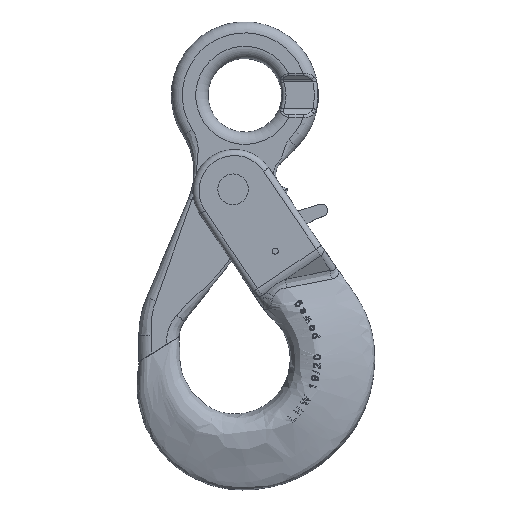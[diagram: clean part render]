
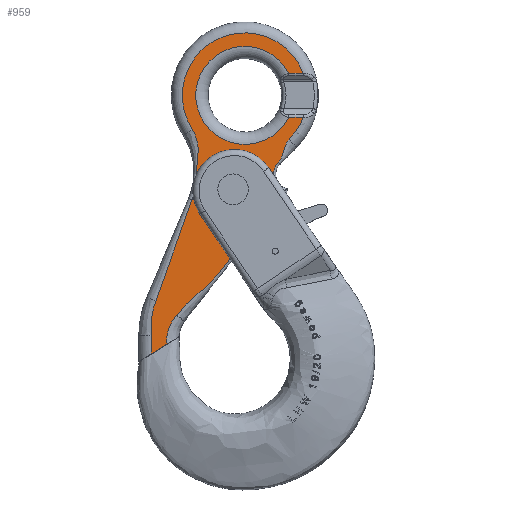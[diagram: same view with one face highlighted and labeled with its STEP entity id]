
A CAD part, top view. The second image highlights one B-rep face of the part: STEP entity #959.
In plain terms, the highlighted planar face has unit normal (0, 0, 1).
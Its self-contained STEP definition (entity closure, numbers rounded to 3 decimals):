
#793=(
BOUNDED_CURVE()
B_SPLINE_CURVE(3,(#8529,#8530,#8531,#8532,#8533,#8534,#8535,#8536,#8537,
#8538,#8539,#8540),.UNSPECIFIED.,.F.,.F.)
B_SPLINE_CURVE_WITH_KNOTS((4,2,2,2,2,4),(0.,0.25,0.375,0.5,0.75,1.),.UNSPECIFIED.)
CURVE()
GEOMETRIC_REPRESENTATION_ITEM()
RATIONAL_B_SPLINE_CURVE((1.,1.,1.,1.,1.,1.,1.,1.,1.,1.,1.,1.))
REPRESENTATION_ITEM('')
);
#794=(
BOUNDED_CURVE()
B_SPLINE_CURVE(3,(#8542,#8543,#8544,#8545),.UNSPECIFIED.,.F.,.F.)
B_SPLINE_CURVE_WITH_KNOTS((4,4),(0.,1.),.UNSPECIFIED.)
CURVE()
GEOMETRIC_REPRESENTATION_ITEM()
RATIONAL_B_SPLINE_CURVE((1.,1.,1.,1.))
REPRESENTATION_ITEM('')
);
#795=(
BOUNDED_CURVE()
B_SPLINE_CURVE(3,(#8547,#8548,#8549,#8550),.UNSPECIFIED.,.F.,.F.)
B_SPLINE_CURVE_WITH_KNOTS((4,4),(0.,1.),.UNSPECIFIED.)
CURVE()
GEOMETRIC_REPRESENTATION_ITEM()
RATIONAL_B_SPLINE_CURVE((1.,1.,1.,1.))
REPRESENTATION_ITEM('')
);
#796=(
BOUNDED_CURVE()
B_SPLINE_CURVE(3,(#8551,#8552,#8553,#8554,#8555,#8556),.UNSPECIFIED.,.F.,
.F.)
B_SPLINE_CURVE_WITH_KNOTS((4,2,4),(0.,0.519,1.),.UNSPECIFIED.)
CURVE()
GEOMETRIC_REPRESENTATION_ITEM()
RATIONAL_B_SPLINE_CURVE((1.,1.,1.,1.,1.,1.))
REPRESENTATION_ITEM('')
);
#797=(
BOUNDED_CURVE()
B_SPLINE_CURVE(3,(#8558,#8559,#8560,#8561,#8562,#8563,#8564),.UNSPECIFIED.,
.F.,.F.)
B_SPLINE_CURVE_WITH_KNOTS((4,3,4),(0.,0.288,1.),.UNSPECIFIED.)
CURVE()
GEOMETRIC_REPRESENTATION_ITEM()
RATIONAL_B_SPLINE_CURVE((1.,1.,1.,1.,1.,1.,1.))
REPRESENTATION_ITEM('')
);
#798=(
BOUNDED_CURVE()
B_SPLINE_CURVE(3,(#8571,#8572,#8573,#8574),.UNSPECIFIED.,.F.,.F.)
B_SPLINE_CURVE_WITH_KNOTS((4,4),(0.,1.),.UNSPECIFIED.)
CURVE()
GEOMETRIC_REPRESENTATION_ITEM()
RATIONAL_B_SPLINE_CURVE((1.,1.,1.,1.))
REPRESENTATION_ITEM('')
);
#959=ADVANCED_FACE('',(#1370,#1473),#1266,.F.);
#1266=PLANE('',#6266);
#1370=FACE_BOUND('',#1823,.T.);
#1473=FACE_OUTER_BOUND('',#1824,.T.);
#1823=EDGE_LOOP('',(#2572));
#1824=EDGE_LOOP('',(#2573,#2574,#2575,#2576,#2577,#2578,#2579,#2580,#2581,
#2582,#2583,#2584,#2585,#2586,#2587,#2588,#2589,#2590));
#2178=CIRCLE('',#6205,40.);
#2203=CIRCLE('',#6260,27.);
#2204=CIRCLE('',#6261,51.);
#2205=CIRCLE('',#6262,52.);
#2206=CIRCLE('',#6263,42.);
#2207=CIRCLE('',#6264,14.);
#2208=CIRCLE('',#6265,51.);
#2572=ORIENTED_EDGE('',*,*,#4781,.T.);
#2573=ORIENTED_EDGE('',*,*,#4694,.F.);
#2574=ORIENTED_EDGE('',*,*,#4782,.F.);
#2575=ORIENTED_EDGE('',*,*,#4783,.F.);
#2576=ORIENTED_EDGE('',*,*,#4784,.F.);
#2577=ORIENTED_EDGE('',*,*,#4785,.F.);
#2578=ORIENTED_EDGE('',*,*,#4786,.F.);
#2579=ORIENTED_EDGE('',*,*,#4741,.F.);
#2580=ORIENTED_EDGE('',*,*,#4723,.F.);
#2581=ORIENTED_EDGE('',*,*,#4787,.F.);
#2582=ORIENTED_EDGE('',*,*,#4788,.F.);
#2583=ORIENTED_EDGE('',*,*,#4789,.F.);
#2584=ORIENTED_EDGE('',*,*,#4751,.T.);
#2585=ORIENTED_EDGE('',*,*,#4750,.T.);
#2586=ORIENTED_EDGE('',*,*,#4790,.F.);
#2587=ORIENTED_EDGE('',*,*,#4791,.F.);
#2588=ORIENTED_EDGE('',*,*,#4792,.F.);
#2589=ORIENTED_EDGE('',*,*,#4793,.F.);
#2590=ORIENTED_EDGE('',*,*,#4794,.F.);
#4106=VERTEX_POINT('',#7725);
#4107=VERTEX_POINT('',#7727);
#4125=VERTEX_POINT('',#7944);
#4126=VERTEX_POINT('',#7946);
#4136=VERTEX_POINT('',#8080);
#4137=VERTEX_POINT('',#8217);
#4138=VERTEX_POINT('',#8237);
#4139=VERTEX_POINT('',#8241);
#4152=VERTEX_POINT('',#8524);
#4153=VERTEX_POINT('',#8526);
#4154=VERTEX_POINT('',#8528);
#4155=VERTEX_POINT('',#8541);
#4156=VERTEX_POINT('',#8546);
#4157=VERTEX_POINT('',#8557);
#4158=VERTEX_POINT('',#8565);
#4159=VERTEX_POINT('',#8568);
#4160=VERTEX_POINT('',#8570);
#4161=VERTEX_POINT('',#8575);
#4162=VERTEX_POINT('',#8577);
#4694=EDGE_CURVE('',#4106,#4107,#2178,.T.);
#4723=EDGE_CURVE('',#4125,#4126,#5539,.T.);
#4741=EDGE_CURVE('',#4126,#4136,#5545,.T.);
#4750=EDGE_CURVE('',#4137,#4138,#5547,.T.);
#4751=EDGE_CURVE('',#4139,#4137,#5548,.T.);
#4781=EDGE_CURVE('',#4152,#4152,#2203,.T.);
#4782=EDGE_CURVE('',#4153,#4106,#5555,.T.);
#4783=EDGE_CURVE('',#4154,#4153,#2204,.T.);
#4784=EDGE_CURVE('',#4155,#4154,#793,.T.);
#4785=EDGE_CURVE('',#4156,#4155,#794,.T.);
#4786=EDGE_CURVE('',#4136,#4156,#795,.T.);
#4787=EDGE_CURVE('',#4157,#4125,#796,.T.);
#4788=EDGE_CURVE('',#4158,#4157,#797,.T.);
#4789=EDGE_CURVE('',#4139,#4158,#2205,.T.);
#4790=EDGE_CURVE('',#4159,#4138,#2206,.T.);
#4791=EDGE_CURVE('',#4160,#4159,#2207,.T.);
#4792=EDGE_CURVE('',#4161,#4160,#798,.T.);
#4793=EDGE_CURVE('',#4162,#4161,#2208,.T.);
#4794=EDGE_CURVE('',#4107,#4162,#5556,.T.);
#5539=LINE('',#7945,#5810);
#5545=LINE('',#8079,#5816);
#5547=LINE('',#8238,#5818);
#5548=LINE('',#8240,#5819);
#5555=LINE('',#8525,#5826);
#5556=LINE('',#8578,#5827);
#5810=VECTOR('',#6632,1.);
#5816=VECTOR('',#6660,1.);
#5818=VECTOR('',#6668,1.);
#5819=VECTOR('',#6671,1.);
#5826=VECTOR('',#6728,1.);
#5827=VECTOR('',#6739,1.);
#6205=AXIS2_PLACEMENT_3D('',#7726,#6595,#6596);
#6260=AXIS2_PLACEMENT_3D('',#8523,#6726,#6727);
#6261=AXIS2_PLACEMENT_3D('',#8527,#6729,#6730);
#6262=AXIS2_PLACEMENT_3D('',#8566,#6731,#6732);
#6263=AXIS2_PLACEMENT_3D('',#8567,#6733,#6734);
#6264=AXIS2_PLACEMENT_3D('',#8569,#6735,#6736);
#6265=AXIS2_PLACEMENT_3D('',#8576,#6737,#6738);
#6266=AXIS2_PLACEMENT_3D('',#8579,#6740,#6741);
#6595=DIRECTION('',(0.,0.,1.));
#6596=DIRECTION('',(1.,0.,0.));
#6632=DIRECTION('',(-0.848,-0.53,0.));
#6660=DIRECTION('',(0.,1.,0.));
#6668=DIRECTION('',(0.998,0.07,0.));
#6671=DIRECTION('',(0.358,0.934,0.));
#6726=DIRECTION('',(0.,0.,-1.));
#6727=DIRECTION('',(1.,0.,0.));
#6728=DIRECTION('',(-1.,0.,0.));
#6729=DIRECTION('',(0.,0.,-1.));
#6730=DIRECTION('',(1.,0.,0.));
#6731=DIRECTION('',(0.,0.,1.));
#6732=DIRECTION('',(1.,0.,0.));
#6733=DIRECTION('',(0.,0.,-1.));
#6734=DIRECTION('',(1.,0.,0.));
#6735=DIRECTION('',(0.,0.,1.));
#6736=DIRECTION('',(1.,0.,0.));
#6737=DIRECTION('',(0.,0.,-1.));
#6738=DIRECTION('',(1.,0.,0.));
#6739=DIRECTION('',(1.,0.,0.));
#6740=DIRECTION('',(0.,0.,-1.));
#6741=DIRECTION('',(1.,0.,0.));
#7725=CARTESIAN_POINT('',(43.754,232.859,10.));
#7726=CARTESIAN_POINT('',(7.962,215.,10.));
#7727=CARTESIAN_POINT('',(43.754,197.141,10.));
#7944=CARTESIAN_POINT('',(-55.674,11.966,10.));
#7945=CARTESIAN_POINT('',(-45.538,18.3,10.));
#7946=CARTESIAN_POINT('',(-68.538,3.928,10.));
#8079=CARTESIAN_POINT('',(-68.538,18.3,10.));
#8080=CARTESIAN_POINT('',(-68.538,18.969,10.));
#8217=CARTESIAN_POINT('',(21.848,118.3,10.));
#8237=CARTESIAN_POINT('',(35.91,119.283,10.));
#8238=CARTESIAN_POINT('',(-32.266,114.516,10.));
#8240=CARTESIAN_POINT('',(-17.694,15.289,10.));
#8241=CARTESIAN_POINT('',(14.543,99.269,10.));
#8523=CARTESIAN_POINT('',(-1.538,138.3,10.));
#8524=CARTESIAN_POINT('',(25.462,138.3,10.));
#8525=CARTESIAN_POINT('',(44.278,232.859,10.));
#8526=CARTESIAN_POINT('',(55.733,232.859,10.));
#8527=CARTESIAN_POINT('',(7.962,215.,10.));
#8528=CARTESIAN_POINT('',(-34.834,187.26,10.));
#8529=CARTESIAN_POINT('',(-35.109,129.769,10.));
#8530=CARTESIAN_POINT('',(-33.253,134.142,10.));
#8531=CARTESIAN_POINT('',(-32.516,138.853,10.));
#8532=CARTESIAN_POINT('',(-31.859,145.814,10.));
#8533=CARTESIAN_POINT('',(-31.731,148.122,10.));
#8534=CARTESIAN_POINT('',(-31.266,152.754,10.));
#8535=CARTESIAN_POINT('',(-30.957,155.089,10.));
#8536=CARTESIAN_POINT('',(-30.103,162.28,10.));
#8537=CARTESIAN_POINT('',(-29.644,167.369,10.));
#8538=CARTESIAN_POINT('',(-30.579,177.68,10.));
#8539=CARTESIAN_POINT('',(-31.988,182.869,10.));
#8540=CARTESIAN_POINT('',(-34.834,187.26,10.));
#8541=CARTESIAN_POINT('',(-35.109,129.769,10.));
#8542=CARTESIAN_POINT('',(-64.69,47.048,10.));
#8543=CARTESIAN_POINT('',(-53.267,73.959,10.));
#8544=CARTESIAN_POINT('',(-46.532,102.859,10.));
#8545=CARTESIAN_POINT('',(-35.109,129.769,10.));
#8546=CARTESIAN_POINT('',(-64.69,47.048,10.));
#8547=CARTESIAN_POINT('',(-68.538,18.969,10.));
#8548=CARTESIAN_POINT('',(-68.538,28.232,10.));
#8549=CARTESIAN_POINT('',(-68.492,38.09,10.));
#8550=CARTESIAN_POINT('',(-64.69,47.048,10.));
#8551=CARTESIAN_POINT('',(-47.84,35.725,10.));
#8552=CARTESIAN_POINT('',(-50.454,32.379,10.));
#8553=CARTESIAN_POINT('',(-52.672,28.623,10.));
#8554=CARTESIAN_POINT('',(-55.429,20.545,10.));
#8555=CARTESIAN_POINT('',(-56.03,16.287,10.));
#8556=CARTESIAN_POINT('',(-55.674,11.966,10.));
#8557=CARTESIAN_POINT('',(-47.84,35.725,10.));
#8558=CARTESIAN_POINT('',(-0.313,86.32,10.));
#8559=CARTESIAN_POINT('',(-4.396,81.095,10.));
#8560=CARTESIAN_POINT('',(-8.478,75.869,10.));
#8561=CARTESIAN_POINT('',(-12.561,70.644,10.));
#8562=CARTESIAN_POINT('',(-22.665,57.711,10.));
#8563=CARTESIAN_POINT('',(-37.736,48.658,10.));
#8564=CARTESIAN_POINT('',(-47.84,35.725,10.));
#8565=CARTESIAN_POINT('',(-0.313,86.32,10.));
#8566=CARTESIAN_POINT('',(40.663,54.306,10.));
#8567=CARTESIAN_POINT('',(-1.538,138.3,10.));
#8568=CARTESIAN_POINT('',(40.451,137.32,10.));
#8569=CARTESIAN_POINT('',(45.255,150.47,10.));
#8570=CARTESIAN_POINT('',(35.356,160.369,10.));
#8571=CARTESIAN_POINT('',(44.024,178.938,10.));
#8572=CARTESIAN_POINT('',(39.485,174.398,10.));
#8573=CARTESIAN_POINT('',(39.895,164.909,10.));
#8574=CARTESIAN_POINT('',(35.356,160.369,10.));
#8575=CARTESIAN_POINT('',(44.024,178.938,10.));
#8576=CARTESIAN_POINT('',(7.962,215.,10.));
#8577=CARTESIAN_POINT('',(55.733,197.141,10.));
#8578=CARTESIAN_POINT('',(56.127,197.141,10.));
#8579=CARTESIAN_POINT('',(-25.538,18.3,10.));
